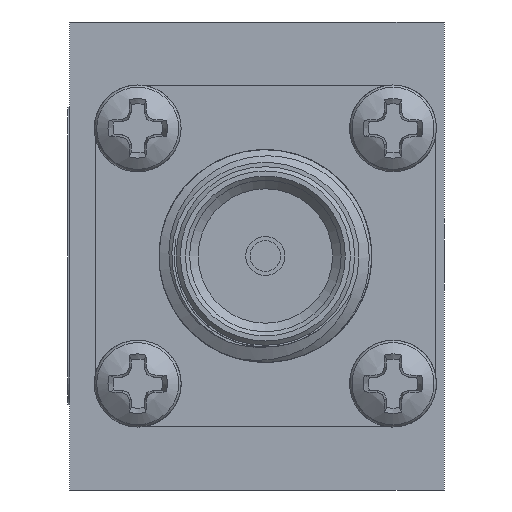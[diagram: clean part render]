
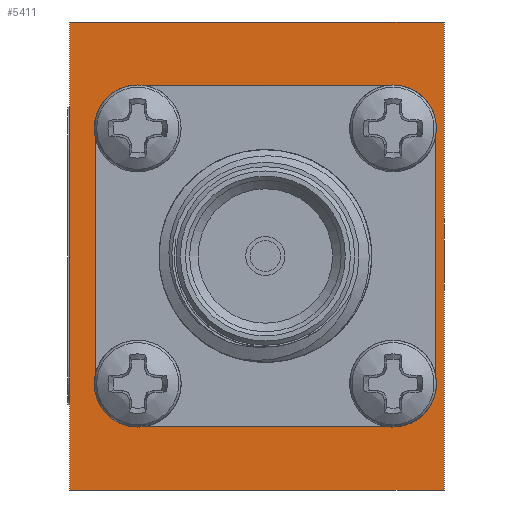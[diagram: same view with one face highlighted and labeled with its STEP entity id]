
A CAD part, left-side view. The second image highlights one B-rep face of the part: STEP entity #5411.
In plain terms, the highlighted planar face has unit normal (-1, 0, 0).
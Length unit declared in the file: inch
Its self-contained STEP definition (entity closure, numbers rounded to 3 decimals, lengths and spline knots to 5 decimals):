
#71 = LINE ( 'NONE', #4764, #10522 ) ;
#126 = AXIS2_PLACEMENT_3D ( 'NONE', #9799, #1281, #2852 ) ;
#134 = CARTESIAN_POINT ( 'NONE',  ( -0.6, 0.19, 0.2 ) ) ;
#199 = CARTESIAN_POINT ( 'NONE',  ( -0.6, 0.22, 0.275 ) ) ;
#466 = EDGE_CURVE ( 'NONE', #5572, #6659, #2984, .T. ) ;
#725 = CARTESIAN_POINT ( 'NONE',  ( -0.6, 0.14, -0.15 ) ) ;
#1029 = AXIS2_PLACEMENT_3D ( 'NONE', #3317, #2385, #4233 ) ;
#1171 = DIRECTION ( 'NONE',  ( 1., 0., 0. ) ) ;
#1278 = ORIENTED_EDGE ( 'NONE', *, *, #466, .T. ) ;
#1281 = DIRECTION ( 'NONE',  ( 1., 0., 0. ) ) ;
#1495 = ORIENTED_EDGE ( 'NONE', *, *, #10588, .F. ) ;
#1604 = CARTESIAN_POINT ( 'NONE',  ( -0.6, 0.14, 0.15 ) ) ;
#2069 = VERTEX_POINT ( 'NONE', #8083 ) ;
#2140 = EDGE_CURVE ( 'NONE', #8717, #2069, #71, .T. ) ;
#2365 = VERTEX_POINT ( 'NONE', #5133 ) ;
#2385 = DIRECTION ( 'NONE',  ( 1., 0., 0. ) ) ;
#2390 = DIRECTION ( 'NONE',  ( 1., 0., 0. ) ) ;
#2394 = CARTESIAN_POINT ( 'NONE',  ( -0.6, -0.16, 0.2 ) ) ;
#2436 = CARTESIAN_POINT ( 'NONE',  ( -0.6, 0.19, 0.2 ) ) ;
#2492 = ORIENTED_EDGE ( 'NONE', *, *, #2942, .F. ) ;
#2496 = ORIENTED_EDGE ( 'NONE', *, *, #6824, .T. ) ;
#2779 = EDGE_CURVE ( 'NONE', #7968, #3238, #3483, .T. ) ;
#2783 = ORIENTED_EDGE ( 'NONE', *, *, #9003, .T. ) ;
#2852 = DIRECTION ( 'NONE',  ( 0., 0., 1. ) ) ;
#2887 = ORIENTED_EDGE ( 'NONE', *, *, #2140, .T. ) ;
#2929 = EDGE_CURVE ( 'NONE', #5741, #4123, #5201, .T. ) ;
#2942 = EDGE_CURVE ( 'NONE', #8835, #3238, #3702, .T. ) ;
#2952 = CARTESIAN_POINT ( 'NONE',  ( -0.6, 0.22, -0.275 ) ) ;
#2984 = CIRCLE ( 'NONE', #126, 0.05 ) ;
#3189 = CARTESIAN_POINT ( 'NONE',  ( -0.6, -0.22, 0.275 ) ) ;
#3238 = VERTEX_POINT ( 'NONE', #9959 ) ;
#3317 = CARTESIAN_POINT ( 'NONE',  ( -0.6, -0.22, 0.275 ) ) ;
#3322 = DIRECTION ( 'NONE',  ( 0., 0., 1. ) ) ;
#3391 = CARTESIAN_POINT ( 'NONE',  ( -0.6, 0.14, -0.2 ) ) ;
#3415 = EDGE_CURVE ( 'NONE', #7968, #10269, #8649, .T. ) ;
#3483 = CIRCLE ( 'NONE', #4476, 0.05 ) ;
#3702 = LINE ( 'NONE', #2436, #8576 ) ;
#3977 = LINE ( 'NONE', #5398, #9735 ) ;
#4004 = AXIS2_PLACEMENT_3D ( 'NONE', #9716, #1171, #8060 ) ;
#4095 = CARTESIAN_POINT ( 'NONE',  ( -0.6, -0.22, 0.275 ) ) ;
#4122 = PLANE ( 'NONE',  #1029 ) ;
#4123 = VERTEX_POINT ( 'NONE', #7844 ) ;
#4233 = DIRECTION ( 'NONE',  ( 0., 0., -1. ) ) ;
#4255 = DIRECTION ( 'NONE',  ( 0., 1., 0. ) ) ;
#4309 = CIRCLE ( 'NONE', #4004, 0.05 ) ;
#4422 = CARTESIAN_POINT ( 'NONE',  ( -0.6, -0.21, -0.15 ) ) ;
#4476 = AXIS2_PLACEMENT_3D ( 'NONE', #1604, #2390, #3322 ) ;
#4764 = CARTESIAN_POINT ( 'NONE',  ( -0.6, -0.22, -0.275 ) ) ;
#4868 = DIRECTION ( 'NONE',  ( 0., -1., 0. ) ) ;
#4914 = ORIENTED_EDGE ( 'NONE', *, *, #5907, .F. ) ;
#5133 = CARTESIAN_POINT ( 'NONE',  ( -0.6, -0.21, 0.15 ) ) ;
#5201 = LINE ( 'NONE', #4095, #6276 ) ;
#5389 = ORIENTED_EDGE ( 'NONE', *, *, #2779, .T. ) ;
#5398 = CARTESIAN_POINT ( 'NONE',  ( -0.6, 0.19, -0.2 ) ) ;
#5411 = ADVANCED_FACE ( 'NONE', ( #8352, #6204 ), #4122, .F. ) ;
#5572 = VERTEX_POINT ( 'NONE', #4422 ) ;
#5614 = VERTEX_POINT ( 'NONE', #3391 ) ;
#5741 = VERTEX_POINT ( 'NONE', #199 ) ;
#5780 = VECTOR ( 'NONE', #7020, 39.37008 ) ;
#5835 = ORIENTED_EDGE ( 'NONE', *, *, #2929, .F. ) ;
#5907 = EDGE_CURVE ( 'NONE', #4123, #2069, #5920, .T. ) ;
#5920 = LINE ( 'NONE', #3189, #9017 ) ;
#6123 = ORIENTED_EDGE ( 'NONE', *, *, #3415, .F. ) ;
#6204 = FACE_BOUND ( 'NONE', #8106, .T. ) ;
#6276 = VECTOR ( 'NONE', #6697, 39.37008 ) ;
#6290 = VECTOR ( 'NONE', #7753, 39.37008 ) ;
#6659 = VERTEX_POINT ( 'NONE', #9384 ) ;
#6697 = DIRECTION ( 'NONE',  ( 0., -1., 0. ) ) ;
#6824 = EDGE_CURVE ( 'NONE', #8835, #2365, #4309, .T. ) ;
#7020 = DIRECTION ( 'NONE',  ( 0., 0., -1. ) ) ;
#7047 = DIRECTION ( 'NONE',  ( 0., 0., 1. ) ) ;
#7753 = DIRECTION ( 'NONE',  ( 0., 0., -1. ) ) ;
#7830 = CARTESIAN_POINT ( 'NONE',  ( -0.6, -0.21, 0.2 ) ) ;
#7844 = CARTESIAN_POINT ( 'NONE',  ( -0.6, -0.22, 0.275 ) ) ;
#7968 = VERTEX_POINT ( 'NONE', #8831 ) ;
#8060 = DIRECTION ( 'NONE',  ( 0., 0., 1. ) ) ;
#8083 = CARTESIAN_POINT ( 'NONE',  ( -0.6, -0.22, -0.275 ) ) ;
#8106 = EDGE_LOOP ( 'NONE', ( #2492, #2496, #1495, #1278, #9045, #10422, #6123, #5389 ) ) ;
#8352 = FACE_OUTER_BOUND ( 'NONE', #9750, .T. ) ;
#8516 = DIRECTION ( 'NONE',  ( 0., 0., 1. ) ) ;
#8576 = VECTOR ( 'NONE', #4255, 39.37008 ) ;
#8649 = LINE ( 'NONE', #134, #5780 ) ;
#8717 = VERTEX_POINT ( 'NONE', #2952 ) ;
#8831 = CARTESIAN_POINT ( 'NONE',  ( -0.6, 0.19, 0.15 ) ) ;
#8835 = VERTEX_POINT ( 'NONE', #2394 ) ;
#8895 = DIRECTION ( 'NONE',  ( 0., -1., 0. ) ) ;
#9003 = EDGE_CURVE ( 'NONE', #5741, #8717, #9755, .T. ) ;
#9013 = CARTESIAN_POINT ( 'NONE',  ( -0.6, 0.19, -0.15 ) ) ;
#9017 = VECTOR ( 'NONE', #10898, 39.37008 ) ;
#9045 = ORIENTED_EDGE ( 'NONE', *, *, #10117, .F. ) ;
#9384 = CARTESIAN_POINT ( 'NONE',  ( -0.6, -0.16, -0.2 ) ) ;
#9716 = CARTESIAN_POINT ( 'NONE',  ( -0.6, -0.16, 0.15 ) ) ;
#9735 = VECTOR ( 'NONE', #8895, 39.37008 ) ;
#9750 = EDGE_LOOP ( 'NONE', ( #2887, #4914, #5835, #2783 ) ) ;
#9755 = LINE ( 'NONE', #11030, #6290 ) ;
#9799 = CARTESIAN_POINT ( 'NONE',  ( -0.6, -0.16, -0.15 ) ) ;
#9861 = CIRCLE ( 'NONE', #9968, 0.05 ) ;
#9959 = CARTESIAN_POINT ( 'NONE',  ( -0.6, 0.14, 0.2 ) ) ;
#9968 = AXIS2_PLACEMENT_3D ( 'NONE', #725, #10200, #8516 ) ;
#10117 = EDGE_CURVE ( 'NONE', #5614, #6659, #3977, .T. ) ;
#10200 = DIRECTION ( 'NONE',  ( 1., 0., 0. ) ) ;
#10269 = VERTEX_POINT ( 'NONE', #9013 ) ;
#10422 = ORIENTED_EDGE ( 'NONE', *, *, #10469, .T. ) ;
#10469 = EDGE_CURVE ( 'NONE', #5614, #10269, #9861, .T. ) ;
#10512 = LINE ( 'NONE', #7830, #11047 ) ;
#10522 = VECTOR ( 'NONE', #4868, 39.37008 ) ;
#10588 = EDGE_CURVE ( 'NONE', #5572, #2365, #10512, .T. ) ;
#10898 = DIRECTION ( 'NONE',  ( 0., 0., -1. ) ) ;
#11030 = CARTESIAN_POINT ( 'NONE',  ( -0.6, 0.22, 0.275 ) ) ;
#11047 = VECTOR ( 'NONE', #7047, 39.37008 ) ;
